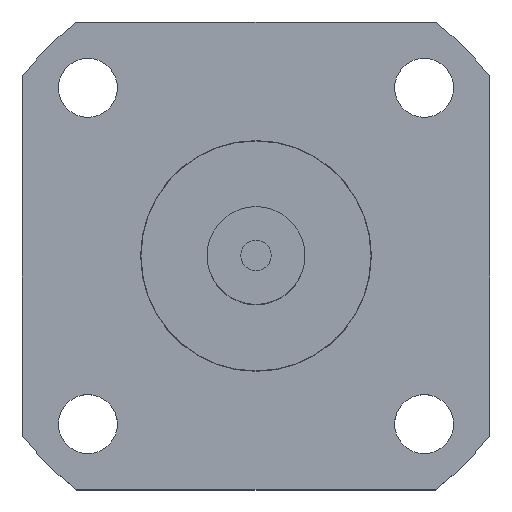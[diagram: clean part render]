
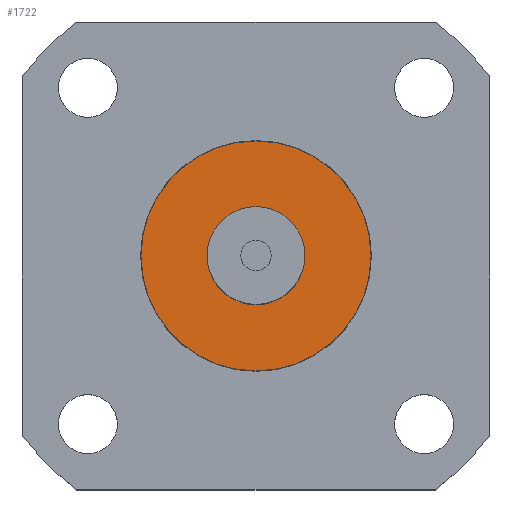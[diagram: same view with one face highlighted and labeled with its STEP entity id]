
A CAD part, top view. The second image highlights one B-rep face of the part: STEP entity #1722.
In plain terms, the highlighted planar face has unit normal (0, 0, 1).
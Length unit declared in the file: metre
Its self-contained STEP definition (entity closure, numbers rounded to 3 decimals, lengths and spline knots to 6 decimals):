
#8 = CARTESIAN_POINT ( 'NONE',  ( 0., 0., 0.00002 ) ) ;
#61 = FACE_OUTER_BOUND ( 'NONE', #2104, .T. ) ;
#138 = CARTESIAN_POINT ( 'NONE',  ( 0., 0., 0.00002 ) ) ;
#163 = VERTEX_POINT ( 'NONE', #1153 ) ;
#186 = CIRCLE ( 'NONE', #2470, 0.002655 ) ;
#212 = CIRCLE ( 'NONE', #1555, 0.006243 ) ;
#260 = DIRECTION ( 'NONE',  ( -1., 0., 0. ) ) ;
#286 = AXIS2_PLACEMENT_3D ( 'NONE', #854, #1098, #2815 ) ;
#312 = EDGE_CURVE ( 'NONE', #163, #1870, #212, .T. ) ;
#358 = EDGE_CURVE ( 'NONE', #1870, #163, #2742, .T. ) ;
#385 = DIRECTION ( 'NONE',  ( -1., 0., 0. ) ) ;
#463 = AXIS2_PLACEMENT_3D ( 'NONE', #138, #1851, #385 ) ;
#611 = CARTESIAN_POINT ( 'NONE',  ( 0., 0.002655, 0.00002 ) ) ;
#853 = DIRECTION ( 'NONE',  ( 0., 0., 1. ) ) ;
#854 = CARTESIAN_POINT ( 'NONE',  ( 0., 0.002725, 0.00002 ) ) ;
#962 = VERTEX_POINT ( 'NONE', #611 ) ;
#1080 = CARTESIAN_POINT ( 'NONE',  ( 0., 0., 0.00002 ) ) ;
#1098 = DIRECTION ( 'NONE',  ( 0., 0., -1. ) ) ;
#1153 = CARTESIAN_POINT ( 'NONE',  ( 0.006243, 0., 0.00002 ) ) ;
#1248 = EDGE_LOOP ( 'NONE', ( #2998, #1909 ) ) ;
#1325 = DIRECTION ( 'NONE',  ( -1., 0., 0. ) ) ;
#1555 = AXIS2_PLACEMENT_3D ( 'NONE', #1080, #2808, #1325 ) ;
#1722 = ADVANCED_FACE ( 'NONE', ( #61, #2039 ), #2332, .F. ) ;
#1738 = DIRECTION ( 'NONE',  ( 0., 0., -1. ) ) ;
#1744 = EDGE_CURVE ( 'NONE', #962, #2315, #1962, .T. ) ;
#1787 = ORIENTED_EDGE ( 'NONE', *, *, #358, .T. ) ;
#1820 = ORIENTED_EDGE ( 'NONE', *, *, #312, .T. ) ;
#1851 = DIRECTION ( 'NONE',  ( 0., 0., -1. ) ) ;
#1870 = VERTEX_POINT ( 'NONE', #2655 ) ;
#1909 = ORIENTED_EDGE ( 'NONE', *, *, #1744, .T. ) ;
#1962 = CIRCLE ( 'NONE', #463, 0.002655 ) ;
#2034 = EDGE_CURVE ( 'NONE', #2315, #962, #186, .T. ) ;
#2039 = FACE_BOUND ( 'NONE', #1248, .T. ) ;
#2104 = EDGE_LOOP ( 'NONE', ( #1787, #1820 ) ) ;
#2315 = VERTEX_POINT ( 'NONE', #2825 ) ;
#2329 = CARTESIAN_POINT ( 'NONE',  ( 0., 0., 0.00002 ) ) ;
#2332 = PLANE ( 'NONE',  #286 ) ;
#2396 = AXIS2_PLACEMENT_3D ( 'NONE', #2329, #853, #2573 ) ;
#2470 = AXIS2_PLACEMENT_3D ( 'NONE', #8, #1738, #260 ) ;
#2573 = DIRECTION ( 'NONE',  ( -1., 0., 0. ) ) ;
#2655 = CARTESIAN_POINT ( 'NONE',  ( -0.006243, 0., 0.00002 ) ) ;
#2742 = CIRCLE ( 'NONE', #2396, 0.006243 ) ;
#2808 = DIRECTION ( 'NONE',  ( 0., 0., 1. ) ) ;
#2815 = DIRECTION ( 'NONE',  ( -1., 0., 0. ) ) ;
#2825 = CARTESIAN_POINT ( 'NONE',  ( 0., -0.002655, 0.00002 ) ) ;
#2998 = ORIENTED_EDGE ( 'NONE', *, *, #2034, .T. ) ;
